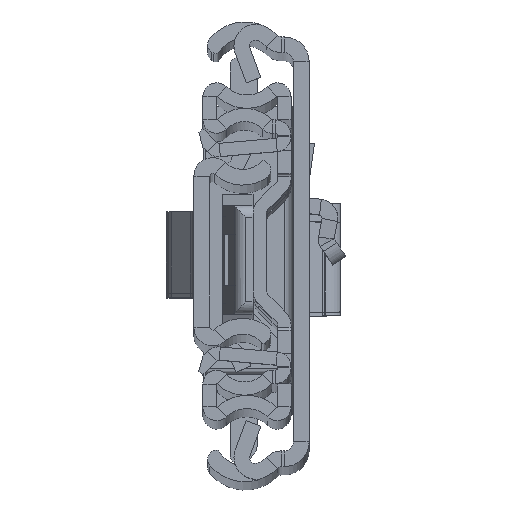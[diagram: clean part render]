
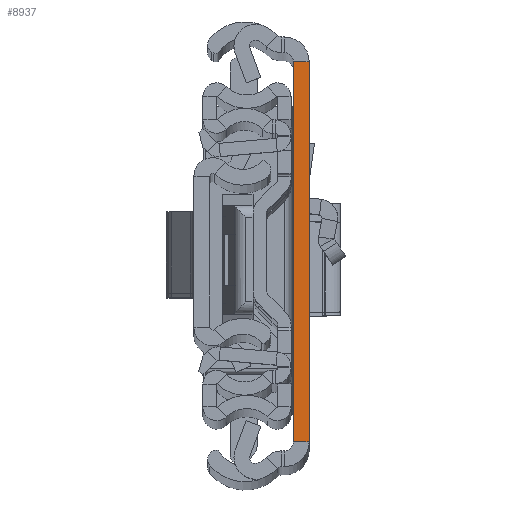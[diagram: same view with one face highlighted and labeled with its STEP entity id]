
A CAD part, top view. The second image highlights one B-rep face of the part: STEP entity #8937.
In plain terms, the highlighted planar face has unit normal (0, 0, 1).
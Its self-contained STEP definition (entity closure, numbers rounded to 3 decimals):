
#1299 = DIRECTION ( 'NONE',  ( 0., 1., 0. ) ) ;
#3216 = DIRECTION ( 'NONE',  ( 1., 0., 0. ) ) ;
#3304 = CARTESIAN_POINT ( 'NONE',  ( 2.6, 31.5, 0. ) ) ;
#3736 = LINE ( 'NONE', #9715, #13030 ) ;
#3884 = VERTEX_POINT ( 'NONE', #13223 ) ;
#5072 = ORIENTED_EDGE ( 'NONE', *, *, #8457, .T. ) ;
#5645 = DIRECTION ( 'NONE',  ( 1., 0., 0. ) ) ;
#8457 = EDGE_CURVE ( 'NONE', #3884, #9553, #8568, .T. ) ;
#8568 = LINE ( 'NONE', #14587, #11186 ) ;
#8665 = EDGE_CURVE ( 'NONE', #3884, #18961, #3736, .T. ) ;
#8840 = CARTESIAN_POINT ( 'NONE',  ( 2.6, 31.5, 0. ) ) ;
#8937 = ADVANCED_FACE ( 'NONE', ( #10562 ), #18195, .F. ) ;
#9553 = VERTEX_POINT ( 'NONE', #13104 ) ;
#9715 = CARTESIAN_POINT ( 'NONE',  ( 0., -31.5, 0. ) ) ;
#10416 = LINE ( 'NONE', #16275, #13366 ) ;
#10562 = FACE_OUTER_BOUND ( 'NONE', #13658, .T. ) ;
#10656 = CARTESIAN_POINT ( 'NONE',  ( 2.6, -31.5, 0. ) ) ;
#11186 = VECTOR ( 'NONE', #5645, 1000. ) ;
#12455 = DIRECTION ( 'NONE',  ( 0., 0., -1. ) ) ;
#13030 = VECTOR ( 'NONE', #15771, 1000. ) ;
#13104 = CARTESIAN_POINT ( 'NONE',  ( 2.6, -31.5, 0. ) ) ;
#13223 = CARTESIAN_POINT ( 'NONE',  ( 0., -31.5, 0. ) ) ;
#13366 = VECTOR ( 'NONE', #1299, 1000. ) ;
#13658 = EDGE_LOOP ( 'NONE', ( #15234, #13925, #5072, #15638 ) ) ;
#13925 = ORIENTED_EDGE ( 'NONE', *, *, #8665, .F. ) ;
#14587 = CARTESIAN_POINT ( 'NONE',  ( 2.6, -31.5, 0. ) ) ;
#15234 = ORIENTED_EDGE ( 'NONE', *, *, #16903, .F. ) ;
#15638 = ORIENTED_EDGE ( 'NONE', *, *, #17451, .T. ) ;
#15771 = DIRECTION ( 'NONE',  ( 0., 1., 0. ) ) ;
#15864 = VERTEX_POINT ( 'NONE', #8840 ) ;
#16235 = AXIS2_PLACEMENT_3D ( 'NONE', #10656, #12455, #16720 ) ;
#16275 = CARTESIAN_POINT ( 'NONE',  ( 2.6, -31.5, 0. ) ) ;
#16403 = CARTESIAN_POINT ( 'NONE',  ( 0., 31.5, 0. ) ) ;
#16445 = LINE ( 'NONE', #3304, #19501 ) ;
#16720 = DIRECTION ( 'NONE',  ( 0., 1., 0. ) ) ;
#16903 = EDGE_CURVE ( 'NONE', #18961, #15864, #16445, .T. ) ;
#17451 = EDGE_CURVE ( 'NONE', #9553, #15864, #10416, .T. ) ;
#18195 = PLANE ( 'NONE',  #16235 ) ;
#18961 = VERTEX_POINT ( 'NONE', #16403 ) ;
#19501 = VECTOR ( 'NONE', #3216, 1000. ) ;
